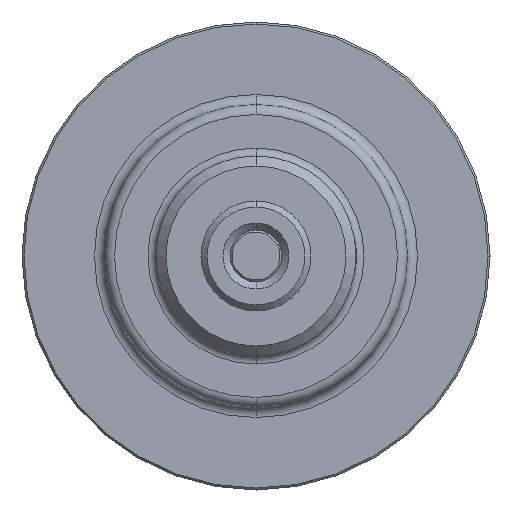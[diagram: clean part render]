
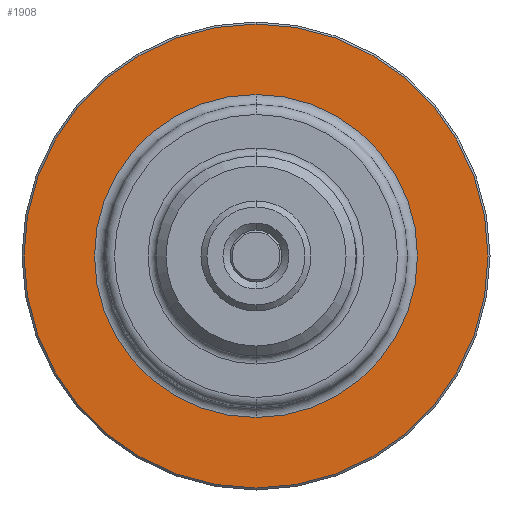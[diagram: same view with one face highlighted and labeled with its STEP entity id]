
A CAD part, front view. The second image highlights one B-rep face of the part: STEP entity #1908.
In plain terms, the highlighted planar face has unit normal (0, -1, 0).
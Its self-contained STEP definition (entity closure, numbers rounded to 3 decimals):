
#26 = CARTESIAN_POINT ( 'NONE',  ( 0., 11., 0. ) ) ;
#249 = EDGE_CURVE ( 'NONE', #2407, #3726, #1274, .T. ) ;
#301 = AXIS2_PLACEMENT_3D ( 'NONE', #808, #2904, #1096 ) ;
#310 = CARTESIAN_POINT ( 'NONE',  ( -15.15, 11., 0. ) ) ;
#349 = DIRECTION ( 'NONE',  ( 0., 0., 1. ) ) ;
#494 = ORIENTED_EDGE ( 'NONE', *, *, #2938, .T. ) ;
#735 = FACE_BOUND ( 'NONE', #812, .T. ) ;
#805 = ORIENTED_EDGE ( 'NONE', *, *, #249, .T. ) ;
#808 = CARTESIAN_POINT ( 'NONE',  ( 0., 11., 0. ) ) ;
#812 = EDGE_LOOP ( 'NONE', ( #805, #494 ) ) ;
#857 = AXIS2_PLACEMENT_3D ( 'NONE', #2077, #2483, #2391 ) ;
#868 = AXIS2_PLACEMENT_3D ( 'NONE', #310, #1232, #3350 ) ;
#939 = AXIS2_PLACEMENT_3D ( 'NONE', #2808, #1012, #3119 ) ;
#961 = CIRCLE ( 'NONE', #301, 23.2 ) ;
#1012 = DIRECTION ( 'NONE',  ( 0., 1., 0. ) ) ;
#1096 = DIRECTION ( 'NONE',  ( 0., 0., 1. ) ) ;
#1232 = DIRECTION ( 'NONE',  ( 0., 1., 0. ) ) ;
#1274 = CIRCLE ( 'NONE', #857, 16.15 ) ;
#1318 = CARTESIAN_POINT ( 'NONE',  ( 0., 11., 16.15 ) ) ;
#1514 = CARTESIAN_POINT ( 'NONE',  ( 0., 11., -23.2 ) ) ;
#1719 = EDGE_CURVE ( 'NONE', #2119, #3618, #961, .T. ) ;
#1908 = ADVANCED_FACE ( 'NONE', ( #735, #3841 ), #3053, .F. ) ;
#2077 = CARTESIAN_POINT ( 'NONE',  ( 0., 11., 0. ) ) ;
#2119 = VERTEX_POINT ( 'NONE', #1514 ) ;
#2142 = ORIENTED_EDGE ( 'NONE', *, *, #3118, .T. ) ;
#2170 = DIRECTION ( 'NONE',  ( 0., -1., 0. ) ) ;
#2263 = ORIENTED_EDGE ( 'NONE', *, *, #1719, .T. ) ;
#2391 = DIRECTION ( 'NONE',  ( 0., 0., 1. ) ) ;
#2407 = VERTEX_POINT ( 'NONE', #1318 ) ;
#2450 = CARTESIAN_POINT ( 'NONE',  ( 0., 11., 23.2 ) ) ;
#2483 = DIRECTION ( 'NONE',  ( 0., 1., 0. ) ) ;
#2565 = CIRCLE ( 'NONE', #939, 16.15 ) ;
#2808 = CARTESIAN_POINT ( 'NONE',  ( 0., 11., 0. ) ) ;
#2875 = AXIS2_PLACEMENT_3D ( 'NONE', #26, #2170, #349 ) ;
#2904 = DIRECTION ( 'NONE',  ( 0., -1., 0. ) ) ;
#2938 = EDGE_CURVE ( 'NONE', #3726, #2407, #2565, .T. ) ;
#3053 = PLANE ( 'NONE',  #868 ) ;
#3118 = EDGE_CURVE ( 'NONE', #3618, #2119, #3723, .T. ) ;
#3119 = DIRECTION ( 'NONE',  ( 0., 0., 1. ) ) ;
#3350 = DIRECTION ( 'NONE',  ( 0., 0., 1. ) ) ;
#3378 = EDGE_LOOP ( 'NONE', ( #2142, #2263 ) ) ;
#3618 = VERTEX_POINT ( 'NONE', #2450 ) ;
#3716 = CARTESIAN_POINT ( 'NONE',  ( 0., 11., -16.15 ) ) ;
#3723 = CIRCLE ( 'NONE', #2875, 23.2 ) ;
#3726 = VERTEX_POINT ( 'NONE', #3716 ) ;
#3841 = FACE_OUTER_BOUND ( 'NONE', #3378, .T. ) ;
